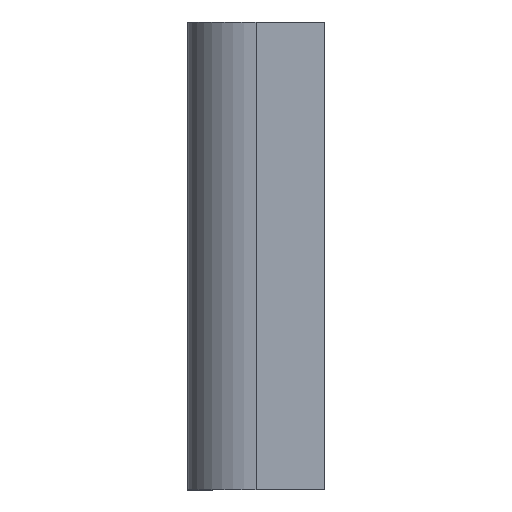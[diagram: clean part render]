
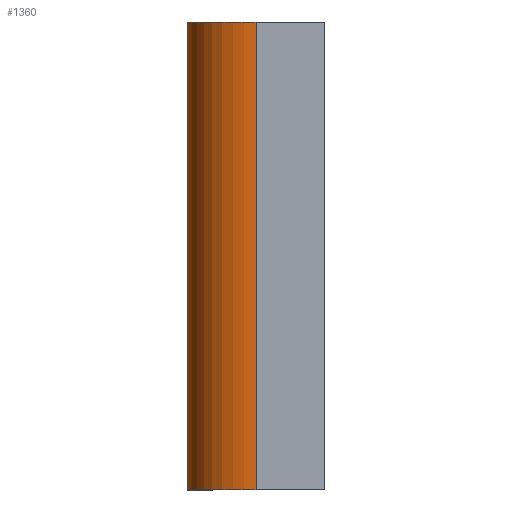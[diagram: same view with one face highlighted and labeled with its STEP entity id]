
A CAD part, left-side view. The second image highlights one B-rep face of the part: STEP entity #1360.
In plain terms, the highlighted cylindrical face has radius 8 mm (diameter 16 mm), a partial arc.
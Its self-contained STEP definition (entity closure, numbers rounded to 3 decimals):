
#5 = EDGE_CURVE ( 'NONE', #168, #1211, #1689, .T. ) ;
#86 = CARTESIAN_POINT ( 'NONE',  ( -37.25, 0., 27.5 ) ) ;
#168 = VERTEX_POINT ( 'NONE', #1278 ) ;
#236 = DIRECTION ( 'NONE',  ( 0., 0., -1. ) ) ;
#358 = VECTOR ( 'NONE', #236, 1000. ) ;
#363 = CARTESIAN_POINT ( 'NONE',  ( -37.25, 0., 27.25 ) ) ;
#382 = EDGE_LOOP ( 'NONE', ( #1314, #1374, #1425, #1320 ) ) ;
#411 = DIRECTION ( 'NONE',  ( 1., 0., 0. ) ) ;
#454 = LINE ( 'NONE', #86, #985 ) ;
#610 = CARTESIAN_POINT ( 'NONE',  ( -29.25, 8., -27.5 ) ) ;
#721 = AXIS2_PLACEMENT_3D ( 'NONE', #1494, #917, #1866 ) ;
#791 = EDGE_CURVE ( 'NONE', #1484, #1283, #896, .T. ) ;
#845 = DIRECTION ( 'NONE',  ( 1., 0., 0. ) ) ;
#896 = CIRCLE ( 'NONE', #1345, 8. ) ;
#917 = DIRECTION ( 'NONE',  ( 0., 0., -1. ) ) ;
#985 = VECTOR ( 'NONE', #1182, 1000. ) ;
#986 = CARTESIAN_POINT ( 'NONE',  ( -29.25, 8., 27.5 ) ) ;
#1046 = FACE_OUTER_BOUND ( 'NONE', #382, .T. ) ;
#1127 = DIRECTION ( 'NONE',  ( 0., 0., 1. ) ) ;
#1182 = DIRECTION ( 'NONE',  ( 0., 0., -1. ) ) ;
#1211 = VERTEX_POINT ( 'NONE', #363 ) ;
#1240 = CARTESIAN_POINT ( 'NONE',  ( -29.25, 0., 27.25 ) ) ;
#1278 = CARTESIAN_POINT ( 'NONE',  ( -29.25, 8., 27.25 ) ) ;
#1283 = VERTEX_POINT ( 'NONE', #1854 ) ;
#1314 = ORIENTED_EDGE ( 'NONE', *, *, #5, .F. ) ;
#1320 = ORIENTED_EDGE ( 'NONE', *, *, #2020, .F. ) ;
#1345 = AXIS2_PLACEMENT_3D ( 'NONE', #2031, #1127, #411 ) ;
#1360 = ADVANCED_FACE ( 'NONE', ( #1046 ), #2014, .T. ) ;
#1374 = ORIENTED_EDGE ( 'NONE', *, *, #1483, .T. ) ;
#1425 = ORIENTED_EDGE ( 'NONE', *, *, #791, .T. ) ;
#1483 = EDGE_CURVE ( 'NONE', #168, #1484, #1910, .T. ) ;
#1484 = VERTEX_POINT ( 'NONE', #610 ) ;
#1494 = CARTESIAN_POINT ( 'NONE',  ( -29.25, 0., 27.5 ) ) ;
#1614 = DIRECTION ( 'NONE',  ( 0., 0., 1. ) ) ;
#1689 = CIRCLE ( 'NONE', #2284, 8. ) ;
#1854 = CARTESIAN_POINT ( 'NONE',  ( -37.25, 0., -27.5 ) ) ;
#1866 = DIRECTION ( 'NONE',  ( -1., 0., 0. ) ) ;
#1910 = LINE ( 'NONE', #986, #358 ) ;
#2014 = CYLINDRICAL_SURFACE ( 'NONE', #721, 8. ) ;
#2020 = EDGE_CURVE ( 'NONE', #1211, #1283, #454, .T. ) ;
#2031 = CARTESIAN_POINT ( 'NONE',  ( -29.25, 0., -27.5 ) ) ;
#2284 = AXIS2_PLACEMENT_3D ( 'NONE', #1240, #1614, #845 ) ;
